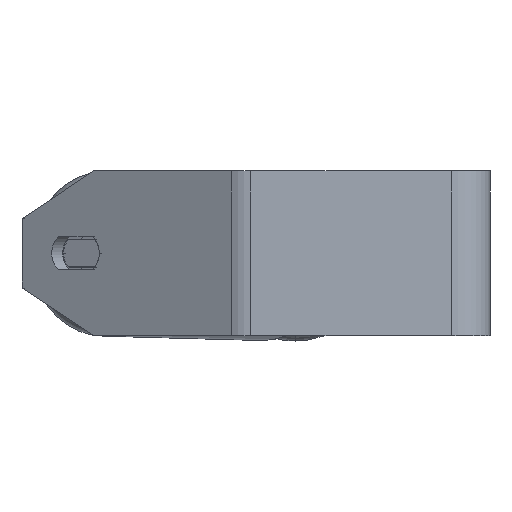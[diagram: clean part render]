
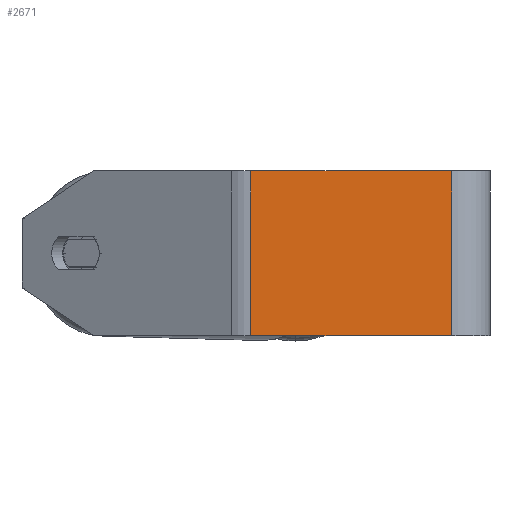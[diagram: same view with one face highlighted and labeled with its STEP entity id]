
A CAD part, left-side view. The second image highlights one B-rep face of the part: STEP entity #2671.
In plain terms, the highlighted planar face has unit normal (-1, 0, 0).
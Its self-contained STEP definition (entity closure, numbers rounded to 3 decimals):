
#346 = CARTESIAN_POINT ( 'NONE',  ( -250., 90.953, 30. ) ) ;
#560 = CARTESIAN_POINT ( 'NONE',  ( -250., 90.953, -30. ) ) ;
#588 = VERTEX_POINT ( 'NONE', #3564 ) ;
#702 = VERTEX_POINT ( 'NONE', #8090 ) ;
#1192 = LINE ( 'NONE', #560, #3604 ) ;
#1200 = VERTEX_POINT ( 'NONE', #4922 ) ;
#1349 = EDGE_CURVE ( 'NONE', #1200, #588, #6725, .T. ) ;
#1486 = ORIENTED_EDGE ( 'NONE', *, *, #6303, .T. ) ;
#1588 = PLANE ( 'NONE',  #5989 ) ;
#2008 = ORIENTED_EDGE ( 'NONE', *, *, #1349, .F. ) ;
#2092 = VECTOR ( 'NONE', #3736, 1000. ) ;
#2264 = EDGE_LOOP ( 'NONE', ( #5583, #2008, #2873, #1486 ) ) ;
#2376 = DIRECTION ( 'NONE',  ( 1., 0., 0. ) ) ;
#2456 = VECTOR ( 'NONE', #4334, 1000. ) ;
#2671 = ADVANCED_FACE ( 'NONE', ( #6681 ), #1588, .F. ) ;
#2873 = ORIENTED_EDGE ( 'NONE', *, *, #6158, .F. ) ;
#2987 = DIRECTION ( 'NONE',  ( 0., -1., 0. ) ) ;
#3559 = LINE ( 'NONE', #7572, #2092 ) ;
#3564 = CARTESIAN_POINT ( 'NONE',  ( -250., 14., -30. ) ) ;
#3604 = VECTOR ( 'NONE', #2987, 1000. ) ;
#3736 = DIRECTION ( 'NONE',  ( 0., -1., 0. ) ) ;
#4036 = DIRECTION ( 'NONE',  ( 0., 0., -1. ) ) ;
#4334 = DIRECTION ( 'NONE',  ( 0., 0., -1. ) ) ;
#4752 = VERTEX_POINT ( 'NONE', #4890 ) ;
#4890 = CARTESIAN_POINT ( 'NONE',  ( -250., 87.202, 30. ) ) ;
#4922 = CARTESIAN_POINT ( 'NONE',  ( -250., 14., 30. ) ) ;
#5318 = CARTESIAN_POINT ( 'NONE',  ( -250., 87.202, 30. ) ) ;
#5583 = ORIENTED_EDGE ( 'NONE', *, *, #6865, .T. ) ;
#5947 = CARTESIAN_POINT ( 'NONE',  ( -250., 14., 30. ) ) ;
#5989 = AXIS2_PLACEMENT_3D ( 'NONE', #346, #2376, #6170 ) ;
#6158 = EDGE_CURVE ( 'NONE', #4752, #1200, #3559, .T. ) ;
#6170 = DIRECTION ( 'NONE',  ( 0., 1., 0. ) ) ;
#6303 = EDGE_CURVE ( 'NONE', #4752, #702, #7313, .T. ) ;
#6681 = FACE_OUTER_BOUND ( 'NONE', #2264, .T. ) ;
#6725 = LINE ( 'NONE', #5947, #2456 ) ;
#6865 = EDGE_CURVE ( 'NONE', #702, #588, #1192, .T. ) ;
#7313 = LINE ( 'NONE', #5318, #8239 ) ;
#7572 = CARTESIAN_POINT ( 'NONE',  ( -250., 90.953, 30. ) ) ;
#8090 = CARTESIAN_POINT ( 'NONE',  ( -250., 87.202, -30. ) ) ;
#8239 = VECTOR ( 'NONE', #4036, 1000. ) ;
